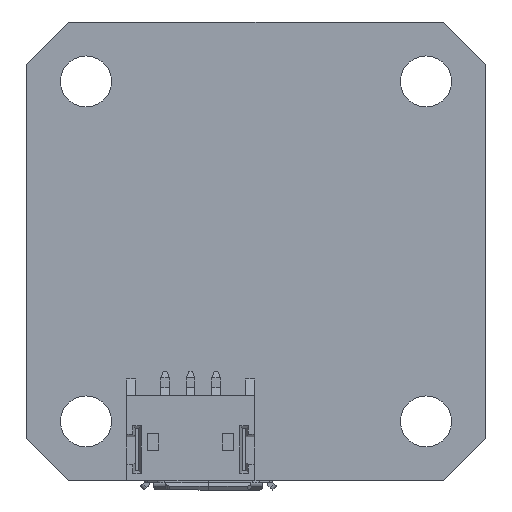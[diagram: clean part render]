
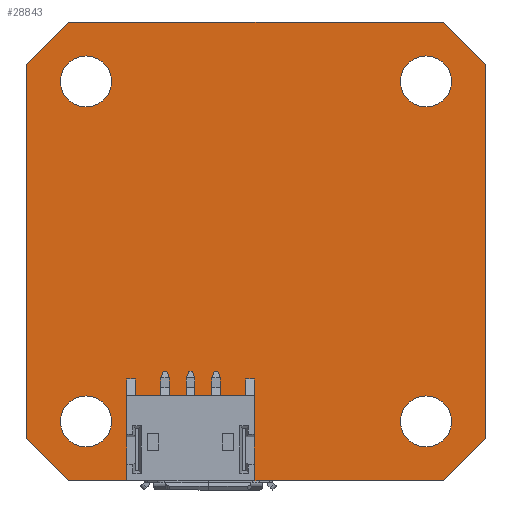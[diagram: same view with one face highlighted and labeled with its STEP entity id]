
A CAD part, front view. The second image highlights one B-rep face of the part: STEP entity #28843.
In plain terms, the highlighted planar face has unit normal (0, -1, 0).
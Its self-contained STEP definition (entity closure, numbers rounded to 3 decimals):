
#1850=FACE_BOUND('',#5849,.T.);
#1851=FACE_BOUND('',#5850,.T.);
#1852=FACE_BOUND('',#5851,.T.);
#1853=FACE_BOUND('',#5852,.T.);
#1878=PLANE('',#31029);
#3790=FACE_OUTER_BOUND('',#5848,.T.);
#5848=EDGE_LOOP('',(#21063,#21064,#21065,#21066,#21067,#21068,#21069,#21070));
#5849=EDGE_LOOP('',(#21071));
#5850=EDGE_LOOP('',(#21072));
#5851=EDGE_LOOP('',(#21073));
#5852=EDGE_LOOP('',(#21074));
#7912=LINE('',#41652,#11452);
#7916=LINE('',#41660,#11456);
#7919=LINE('',#41666,#11459);
#7922=LINE('',#41672,#11462);
#7925=LINE('',#41678,#11465);
#7928=LINE('',#41684,#11468);
#7931=LINE('',#41690,#11471);
#7934=LINE('',#41695,#11474);
#11452=VECTOR('',#33399,10.);
#11456=VECTOR('',#33405,10.);
#11459=VECTOR('',#33410,10.);
#11462=VECTOR('',#33415,10.);
#11465=VECTOR('',#33420,10.);
#11468=VECTOR('',#33425,10.);
#11471=VECTOR('',#33430,10.);
#11474=VECTOR('',#33435,10.);
#14989=CIRCLE('',#31010,1.5);
#14991=CIRCLE('',#31013,1.5);
#14993=CIRCLE('',#31016,1.5);
#14995=CIRCLE('',#31019,1.5);
#15269=VERTEX_POINT('',#41628);
#15271=VERTEX_POINT('',#41634);
#15273=VERTEX_POINT('',#41640);
#15275=VERTEX_POINT('',#41646);
#15276=VERTEX_POINT('',#41650);
#15277=VERTEX_POINT('',#41651);
#15280=VERTEX_POINT('',#41659);
#15282=VERTEX_POINT('',#41665);
#15284=VERTEX_POINT('',#41671);
#15286=VERTEX_POINT('',#41677);
#15288=VERTEX_POINT('',#41683);
#15290=VERTEX_POINT('',#41689);
#17159=EDGE_CURVE('',#15269,#15269,#14989,.T.);
#17162=EDGE_CURVE('',#15271,#15271,#14991,.T.);
#17165=EDGE_CURVE('',#15273,#15273,#14993,.T.);
#17168=EDGE_CURVE('',#15275,#15275,#14995,.T.);
#17169=EDGE_CURVE('',#15276,#15277,#7912,.T.);
#17173=EDGE_CURVE('',#15280,#15277,#7916,.T.);
#17176=EDGE_CURVE('',#15280,#15282,#7919,.T.);
#17179=EDGE_CURVE('',#15284,#15282,#7922,.T.);
#17182=EDGE_CURVE('',#15286,#15284,#7925,.T.);
#17185=EDGE_CURVE('',#15288,#15286,#7928,.T.);
#17188=EDGE_CURVE('',#15290,#15288,#7931,.T.);
#17191=EDGE_CURVE('',#15276,#15290,#7934,.T.);
#21063=ORIENTED_EDGE('',*,*,#17191,.F.);
#21064=ORIENTED_EDGE('',*,*,#17169,.T.);
#21065=ORIENTED_EDGE('',*,*,#17173,.F.);
#21066=ORIENTED_EDGE('',*,*,#17176,.T.);
#21067=ORIENTED_EDGE('',*,*,#17179,.F.);
#21068=ORIENTED_EDGE('',*,*,#17182,.F.);
#21069=ORIENTED_EDGE('',*,*,#17185,.F.);
#21070=ORIENTED_EDGE('',*,*,#17188,.F.);
#21071=ORIENTED_EDGE('',*,*,#17168,.F.);
#21072=ORIENTED_EDGE('',*,*,#17165,.F.);
#21073=ORIENTED_EDGE('',*,*,#17162,.F.);
#21074=ORIENTED_EDGE('',*,*,#17159,.F.);
#28843=ADVANCED_FACE('',(#3790,#1850,#1851,#1852,#1853),#1878,.F.);
#31010=AXIS2_PLACEMENT_3D('',#41630,#33374,#33375);
#31013=AXIS2_PLACEMENT_3D('',#41636,#33381,#33382);
#31016=AXIS2_PLACEMENT_3D('',#41642,#33388,#33389);
#31019=AXIS2_PLACEMENT_3D('',#41648,#33395,#33396);
#31029=AXIS2_PLACEMENT_3D('',#41698,#33439,#33440);
#33374=DIRECTION('center_axis',(0.,-1.,0.));
#33375=DIRECTION('ref_axis',(1.,0.,0.));
#33381=DIRECTION('center_axis',(0.,-1.,0.));
#33382=DIRECTION('ref_axis',(1.,0.,0.));
#33388=DIRECTION('center_axis',(0.,-1.,0.));
#33389=DIRECTION('ref_axis',(1.,0.,0.));
#33395=DIRECTION('center_axis',(0.,-1.,0.));
#33396=DIRECTION('ref_axis',(1.,0.,0.));
#33399=DIRECTION('',(-0.707,0.,-0.707));
#33405=DIRECTION('',(0.,0.,1.));
#33410=DIRECTION('',(0.707,0.,-0.707));
#33415=DIRECTION('',(-1.,0.,0.));
#33420=DIRECTION('',(-0.707,0.,-0.707));
#33425=DIRECTION('',(0.,0.,-1.));
#33430=DIRECTION('',(0.707,0.,-0.707));
#33435=DIRECTION('',(1.,0.,0.));
#33439=DIRECTION('center_axis',(0.,1.,0.));
#33440=DIRECTION('ref_axis',(1.,0.,0.));
#41628=CARTESIAN_POINT('',(8.5,0.,-10.));
#41630=CARTESIAN_POINT('Origin',(10.,0.,-10.));
#41634=CARTESIAN_POINT('',(-11.5,0.,-10.));
#41636=CARTESIAN_POINT('Origin',(-10.,0.,-10.));
#41640=CARTESIAN_POINT('',(8.5,0.,10.));
#41642=CARTESIAN_POINT('Origin',(10.,0.,10.));
#41646=CARTESIAN_POINT('',(-11.5,0.,10.));
#41648=CARTESIAN_POINT('Origin',(-10.,0.,10.));
#41650=CARTESIAN_POINT('',(-11.001,0.,13.5));
#41651=CARTESIAN_POINT('',(-13.5,0.,11.001));
#41652=CARTESIAN_POINT('',(-11.001,0.,13.5));
#41659=CARTESIAN_POINT('',(-13.5,0.,-11.001));
#41660=CARTESIAN_POINT('',(-13.5,0.,-13.5));
#41665=CARTESIAN_POINT('',(-11.001,0.,-13.5));
#41666=CARTESIAN_POINT('',(-13.5,0.,-11.001));
#41671=CARTESIAN_POINT('',(11.001,0.,-13.5));
#41672=CARTESIAN_POINT('',(13.5,0.,-13.5));
#41677=CARTESIAN_POINT('',(13.5,0.,-11.001));
#41678=CARTESIAN_POINT('',(13.5,0.,-11.001));
#41683=CARTESIAN_POINT('',(13.5,0.,11.001));
#41684=CARTESIAN_POINT('',(13.5,0.,13.5));
#41689=CARTESIAN_POINT('',(11.001,0.,13.5));
#41690=CARTESIAN_POINT('',(11.001,0.,13.5));
#41695=CARTESIAN_POINT('',(-13.5,0.,13.5));
#41698=CARTESIAN_POINT('Origin',(0.,0.,0.));
